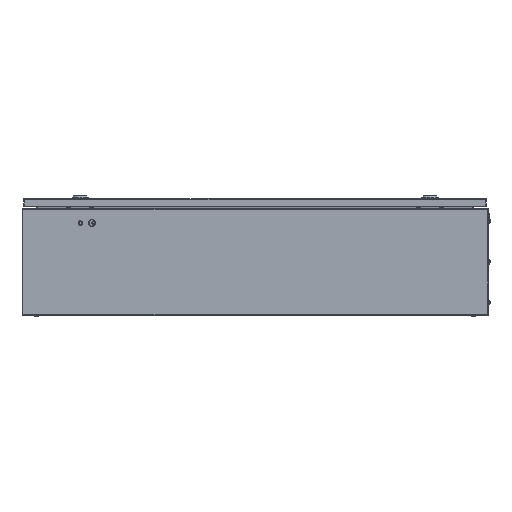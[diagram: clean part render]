
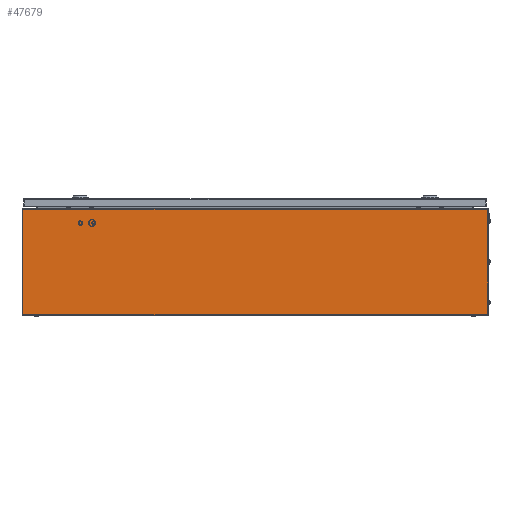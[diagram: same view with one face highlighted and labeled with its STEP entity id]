
A CAD part, left-side view. The second image highlights one B-rep face of the part: STEP entity #47679.
In plain terms, the highlighted planar face has unit normal (-1, 0, 0).
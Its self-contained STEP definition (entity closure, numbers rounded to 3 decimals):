
#1138 = VERTEX_POINT ( 'NONE', #64105 ) ;
#2105 = DIRECTION ( 'NONE',  ( 1., 0., 0. ) ) ;
#4710 = DIRECTION ( 'NONE',  ( 0., -1., 0. ) ) ;
#5100 = ORIENTED_EDGE ( 'NONE', *, *, #11549, .T. ) ;
#8571 = VERTEX_POINT ( 'NONE', #70530 ) ;
#11549 = EDGE_CURVE ( 'NONE', #8571, #1138, #19832, .T. ) ;
#14691 = VECTOR ( 'NONE', #57422, 1000. ) ;
#15023 = ORIENTED_EDGE ( 'NONE', *, *, #15200, .F. ) ;
#15200 = EDGE_CURVE ( 'NONE', #52467, #48917, #52942, .T. ) ;
#16112 = LINE ( 'NONE', #53715, #60890 ) ;
#19103 = AXIS2_PLACEMENT_3D ( 'NONE', #56815, #2105, #57868 ) ;
#19832 = LINE ( 'NONE', #24522, #14691 ) ;
#21860 = EDGE_LOOP ( 'NONE', ( #48063, #15023, #60652, #5100 ) ) ;
#21940 = VECTOR ( 'NONE', #63669, 1000. ) ;
#22642 = EDGE_CURVE ( 'NONE', #1138, #48917, #25975, .T. ) ;
#24522 = CARTESIAN_POINT ( 'NONE',  ( 0., 800., 183. ) ) ;
#25975 = LINE ( 'NONE', #47815, #62943 ) ;
#26314 = DIRECTION ( 'NONE',  ( 0., -1., 0. ) ) ;
#31150 = CARTESIAN_POINT ( 'NONE',  ( 0., 0., 0. ) ) ;
#36086 = PLANE ( 'NONE',  #19103 ) ;
#40679 = EDGE_CURVE ( 'NONE', #8571, #52467, #16112, .T. ) ;
#47679 = ADVANCED_FACE ( 'NONE', ( #62542 ), #36086, .F. ) ;
#47815 = CARTESIAN_POINT ( 'NONE',  ( 0., 0., 0. ) ) ;
#48063 = ORIENTED_EDGE ( 'NONE', *, *, #22642, .T. ) ;
#48917 = VERTEX_POINT ( 'NONE', #31150 ) ;
#52467 = VERTEX_POINT ( 'NONE', #66019 ) ;
#52942 = LINE ( 'NONE', #56874, #21940 ) ;
#53715 = CARTESIAN_POINT ( 'NONE',  ( 0., 0., 183. ) ) ;
#56815 = CARTESIAN_POINT ( 'NONE',  ( 0., 0., 183. ) ) ;
#56874 = CARTESIAN_POINT ( 'NONE',  ( 0., 0., 183. ) ) ;
#57422 = DIRECTION ( 'NONE',  ( 0., 0., -1. ) ) ;
#57868 = DIRECTION ( 'NONE',  ( 0., 0., -1. ) ) ;
#60652 = ORIENTED_EDGE ( 'NONE', *, *, #40679, .F. ) ;
#60890 = VECTOR ( 'NONE', #4710, 1000. ) ;
#62542 = FACE_OUTER_BOUND ( 'NONE', #21860, .T. ) ;
#62943 = VECTOR ( 'NONE', #26314, 1000. ) ;
#63669 = DIRECTION ( 'NONE',  ( 0., 0., -1. ) ) ;
#64105 = CARTESIAN_POINT ( 'NONE',  ( 0., 800., 0. ) ) ;
#66019 = CARTESIAN_POINT ( 'NONE',  ( 0., 0., 183. ) ) ;
#70530 = CARTESIAN_POINT ( 'NONE',  ( 0., 800., 183. ) ) ;
